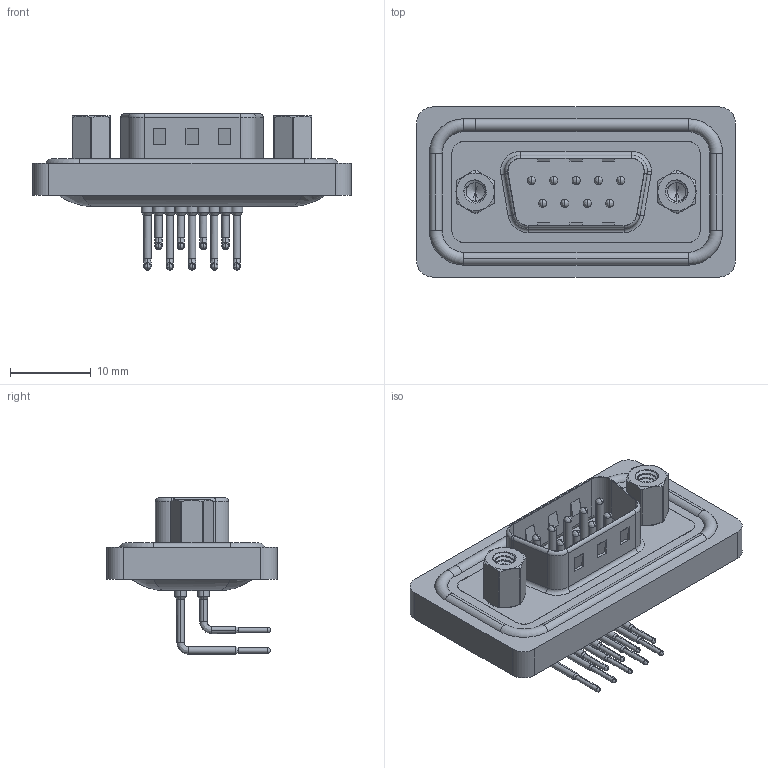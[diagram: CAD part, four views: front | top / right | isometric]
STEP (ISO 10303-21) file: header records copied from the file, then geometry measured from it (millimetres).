
FILE_DESCRIPTION (( 'STEP AP203' ), '1' );
FILE_NAME ('629-W09-340-012.STEP', '2018-11-27T15:31:17', ( '' ), ( '' ), 'SwSTEP 2.0', 'SolidWorks 2016', '' );
FILE_SCHEMA (( 'CONFIG_CONTROL_DESIGN' ));
Length unit declared in the file: millimetre
Products named in the file (8): 629-W09-340-012; 629W Housing_09 Contacts; 629W Shell_09 Contacts; 629W Waterproof Housing_09 Contacts; 629W Contact Row 1; 629W Contact Row 2; 629W 4-40 Threaded Rivet_Stabilizer; 629W 4-40 Hex Standoff
Assembly tree (16 placements, depth 2):
  629-W09-340-012
    629W Housing_09 Contacts
    629W Shell_09 Contacts
    629W Waterproof Housing_09 Contacts
    629W Contact Row 1  x5
    629W Contact Row 2  x4
    629W 4-40 Threaded Rivet_Stabilizer  x2
    629W 4-40 Hex Standoff  x2
Bounding box: 39.51 x 21.1 x 19.39 mm (x, y, z)
Volume: 4013.8 mm3; surface area: 6673.6 mm2
Topology: 17 solids, 17 shells, 1448 faces, 3992 edges, 2589 vertices
Faces by surface type: plane 717, cylinder 546, bspline 76, cone 66, torus 43
Entity records: 25342 total; most frequent: CARTESIAN_POINT 8188, DIRECTION 3413, ORIENTED_EDGE 3358, EDGE_CURVE 1679, AXIS2_PLACEMENT_3D 1238, VERTEX_POINT 1091, LINE 937, VECTOR 937
